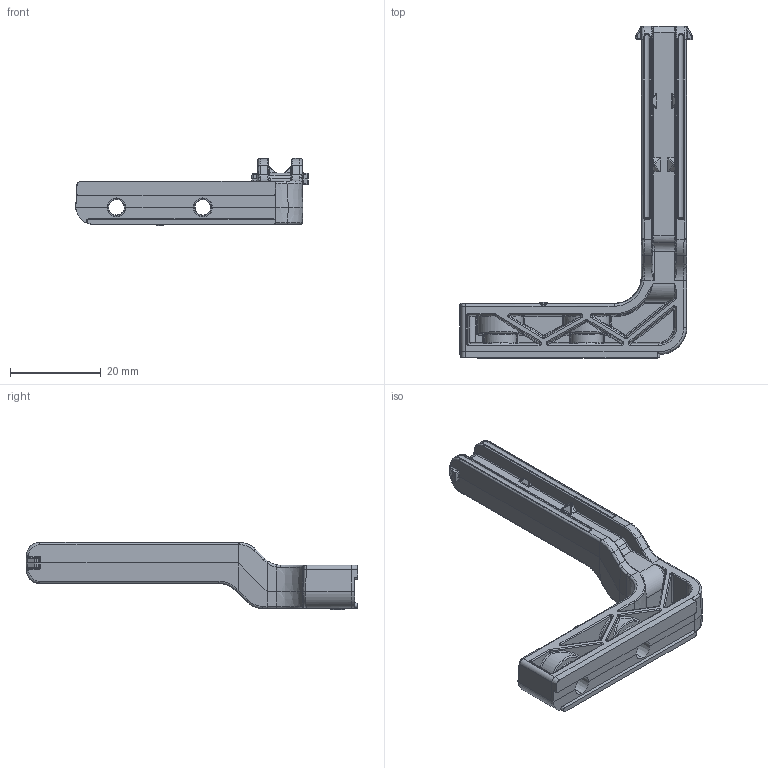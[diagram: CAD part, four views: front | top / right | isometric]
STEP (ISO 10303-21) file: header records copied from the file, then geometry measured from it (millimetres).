
FILE_DESCRIPTION (( 'STEP AP203' ), '1' );
FILE_NAME ('00019306-B.STEP', '2013-06-06T18:07:31', ( '' ), ( '' ), 'SwSTEP 2.0', 'SolidWorks 2010', '' );
FILE_SCHEMA (( 'CONFIG_CONTROL_DESIGN' ));
Length unit declared in the file: millimetre
Products named in the file (1): 00019306-B
Bounding box: 51.15 x 73 x 14.75 mm (x, y, z)
Volume: 6903.6 mm3; surface area: 6657.2 mm2
Topology: 1 solids, 1 shells, 851 faces, 1985 edges, 1103 vertices
Faces by surface type: cylinder 343, bspline 271, plane 140, sphere 63, cone 18, torus 16
Entity records: 29626 total; most frequent: CARTESIAN_POINT 12948, ORIENTED_EDGE 3892, DIRECTION 3053, EDGE_CURVE 1946, AXIS2_PLACEMENT_3D 1169, VERTEX_POINT 1103, EDGE_LOOP 861, ADVANCED_FACE 851
